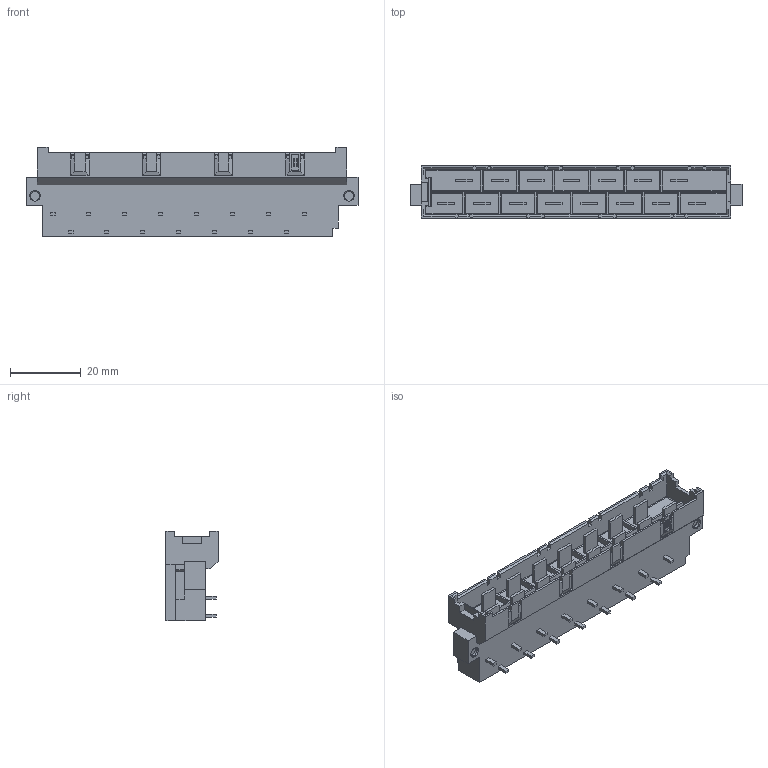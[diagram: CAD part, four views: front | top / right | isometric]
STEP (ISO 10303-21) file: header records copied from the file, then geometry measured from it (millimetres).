
FILE_DESCRIPTION((''),'2;1');
FILE_NAME('C-413638-E','2024-03-01T12:07:01',('workeradm'),('TE Connectivity Ltd.'),'CREO PARAMETRIC BY PTC INC, 2021072','CREO PARAMETRIC BY PTC INC, 2021072','');
FILE_SCHEMA(('AUTOMOTIVE_DESIGN { 1 0 10303 214 1 1 1 1 }'));
Length unit declared in the file: millimetre
Products named in the file (1): C-413638-E
Bounding box: 94 x 14.8 x 25.2 mm (x, y, z)
Volume: 18258.1 mm3; surface area: 10361.3 mm2
Topology: 1 solids, 1 shells, 484 faces, 1269 edges, 826 vertices
Faces by surface type: plane 445, cylinder 31, cone 8
Entity records: 14843 total; most frequent: CARTESIAN_POINT 2807, ORIENTED_EDGE 2538, DIRECTION 2223, EDGE_CURVE 1269, VECTOR 1207, LINE 1207, VERTEX_POINT 826, EDGE_LOOP 523
